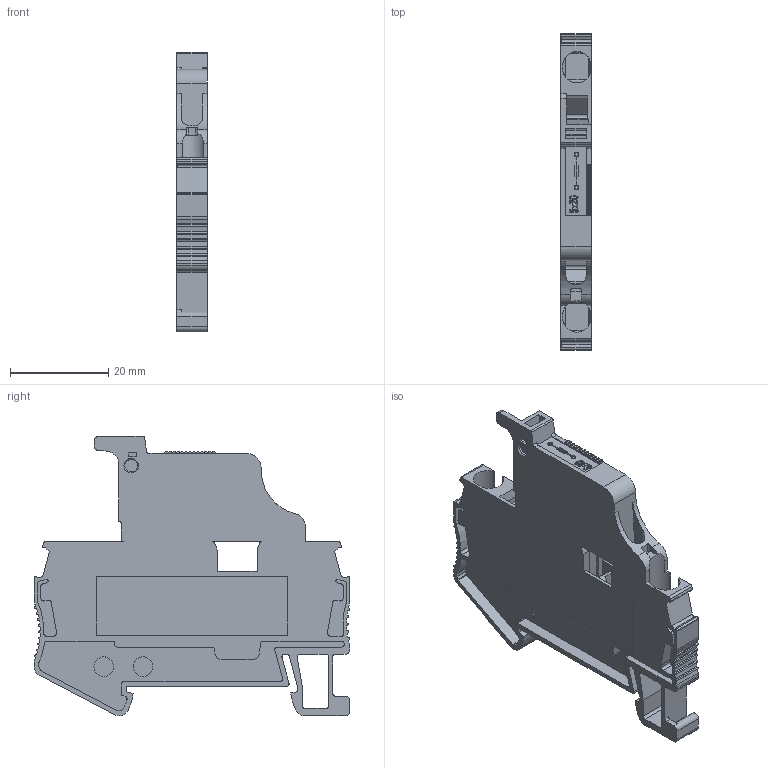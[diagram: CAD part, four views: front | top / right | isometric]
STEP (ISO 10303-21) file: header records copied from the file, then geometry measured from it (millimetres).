
FILE_DESCRIPTION(('STEP AP203'), '1');
FILE_NAME('MTS-4F', '2025-03-06T12:44:45', ('砐錪賧瘔蠈錪 Windows'), (''), 'C3D Converter', 'C3D Toolkit', '');
FILE_SCHEMA(('CONFIG_CONTROL_DESIGN'));
Length unit declared in the file: millimetre
Products named in the file (1): MTS-4F
Bounding box: 6.2 x 64.3 x 56.9 mm (x, y, z)
Volume: 11384.1 mm3; surface area: 9163.8 mm2
Topology: 1 solids, 1 shells, 740 faces, 2090 edges, 1395 vertices
Faces by surface type: plane 461, cylinder 235, extrusion 38, cone 6
Full cylindrical faces by diameter (mm): 0.75 x2, 1.6 x1, 2 x4, 2.561 x1, 4 x2
Entity records: 33952 total; most frequent: CARTESIAN_POINT 8594, ORIENTED_EDGE 4144, DIRECTION 3908, EDGE_CURVE 2072, VECTOR 1488, LINE 1450, VERTEX_POINT 1395, AXIS2_PLACEMENT_3D 1210
